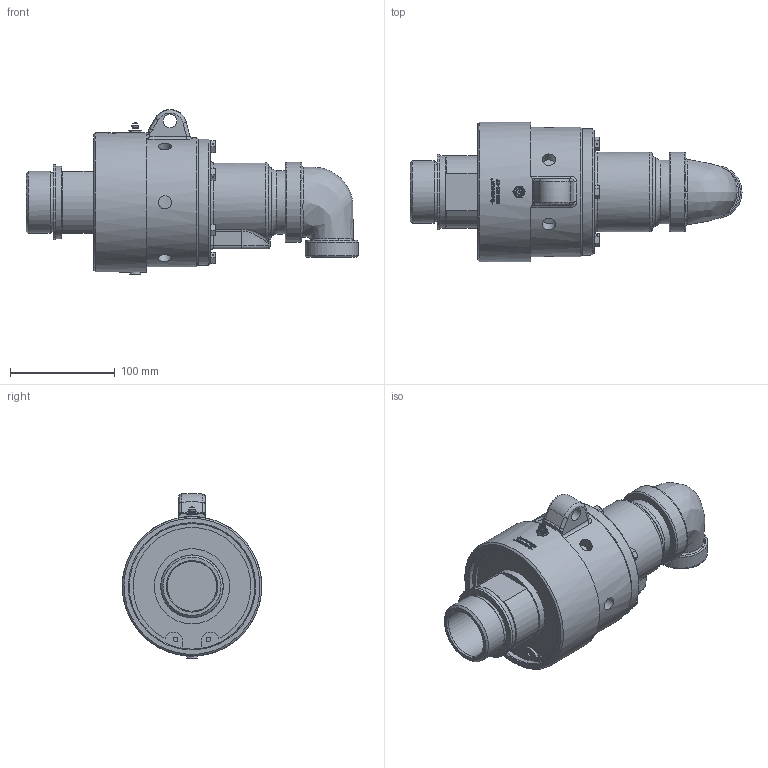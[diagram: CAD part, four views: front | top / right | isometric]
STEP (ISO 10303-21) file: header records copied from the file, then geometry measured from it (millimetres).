
FILE_DESCRIPTION(/* description */ (''),/* implementation_level */ '2;1');
FILE_NAME(/* name */ '6200-002-137-IC_RevA.stp',/* time_stamp */ '2020-05-21T08:57:58-05:00',/* author */ ('moorera'),/* organization */ (''),/* preprocessor_version */ 'ST-DEVELOPER v18.1',/* originating_system */ 'Autodesk Inventor 2020',/* authorisation */ '');
FILE_SCHEMA (('AUTOMOTIVE_DESIGN { 1 0 10303 214 3 1 1 }'));
Length unit declared in the file: millimetre
Products named in the file (1): 6200-002-137-IC_RevA
Bounding box: 317.63 x 133.33 x 157.84 mm (x, y, z)
Volume: 1895123.2 mm3; surface area: 174562.8 mm2
Topology: 1 solids, 2 shells, 704 faces, 1855 edges, 1224 vertices
Faces by surface type: plane 330, bspline 203, cylinder 81, cone 62, torus 25, sphere 3
Full cylindrical faces by diameter (mm): 1.27 x6, 3 x1, 4.361 x2, 6.35 x6, 12.7 x7, 28.575 x1, 29.299 x1, 31.85 x1, 34.9 x1, 47.6 x1, 50.651 x1, 55.169 x1, 59.614 x1, 60 x1, 69.5 x2, 72 x1, 76.529 x1, 96.42 x1, 120.14 x1, 120.7 x1, 123.8 x1, 126.21 x1, 133.4 x1
Entity records: 34084 total; most frequent: CARTESIAN_POINT 17274, ORIENTED_EDGE 3710, DIRECTION 3001, EDGE_CURVE 1855, VERTEX_POINT 1224, AXIS2_PLACEMENT_3D 1170, EDGE_LOOP 801, FACE_OUTER_BOUND 704
